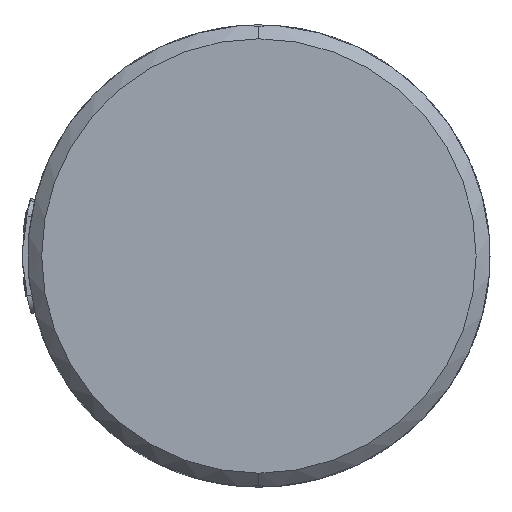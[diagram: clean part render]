
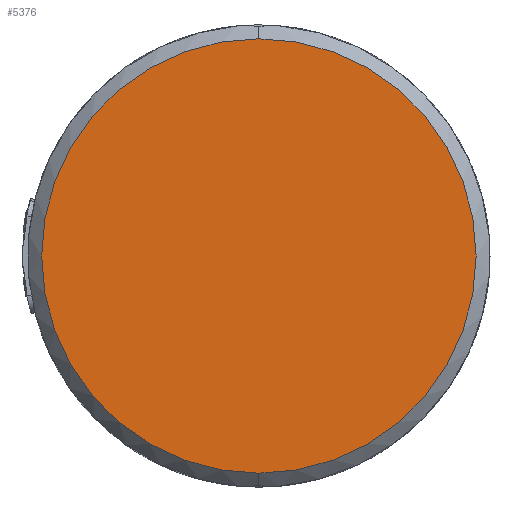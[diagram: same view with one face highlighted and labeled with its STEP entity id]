
A CAD part, front view. The second image highlights one B-rep face of the part: STEP entity #5376.
In plain terms, the highlighted planar face has unit normal (0, -1, 0).
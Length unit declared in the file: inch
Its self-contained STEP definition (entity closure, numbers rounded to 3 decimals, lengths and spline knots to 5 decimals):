
#1530 = EDGE_LOOP ( 'NONE', ( #6313, #10145 ) ) ;
#1610 = CARTESIAN_POINT ( 'NONE',  ( 0., 0., 0. ) ) ;
#1834 = CARTESIAN_POINT ( 'NONE',  ( 0., 0., 0.94 ) ) ;
#2430 = AXIS2_PLACEMENT_3D ( 'NONE', #16131, #5289, #17981 ) ;
#2651 = CARTESIAN_POINT ( 'NONE',  ( 0., 0., -0.94 ) ) ;
#3453 = DIRECTION ( 'NONE',  ( 0., 0., 1. ) ) ;
#5199 = CIRCLE ( 'NONE', #2430, 0.94 ) ;
#5289 = DIRECTION ( 'NONE',  ( 0., 1., 0. ) ) ;
#5376 = ADVANCED_FACE ( 'NONE', ( #15802 ), #8597, .F. ) ;
#6313 = ORIENTED_EDGE ( 'NONE', *, *, #15698, .F. ) ;
#7156 = VERTEX_POINT ( 'NONE', #2651 ) ;
#8597 = PLANE ( 'NONE',  #15723 ) ;
#9592 = AXIS2_PLACEMENT_3D ( 'NONE', #1610, #14316, #3453 ) ;
#10145 = ORIENTED_EDGE ( 'NONE', *, *, #19170, .F. ) ;
#10454 = DIRECTION ( 'NONE',  ( 0., 1., 0. ) ) ;
#12674 = VERTEX_POINT ( 'NONE', #1834 ) ;
#14316 = DIRECTION ( 'NONE',  ( 0., 1., 0. ) ) ;
#15698 = EDGE_CURVE ( 'NONE', #12674, #7156, #5199, .T. ) ;
#15723 = AXIS2_PLACEMENT_3D ( 'NONE', #15831, #10454, #23125 ) ;
#15802 = FACE_OUTER_BOUND ( 'NONE', #1530, .T. ) ;
#15831 = CARTESIAN_POINT ( 'NONE',  ( 0., 0., 0. ) ) ;
#16131 = CARTESIAN_POINT ( 'NONE',  ( 0., 0., 0. ) ) ;
#17981 = DIRECTION ( 'NONE',  ( 0., 0., 1. ) ) ;
#19170 = EDGE_CURVE ( 'NONE', #7156, #12674, #23449, .T. ) ;
#23125 = DIRECTION ( 'NONE',  ( 0., 0., 1. ) ) ;
#23449 = CIRCLE ( 'NONE', #9592, 0.94 ) ;
